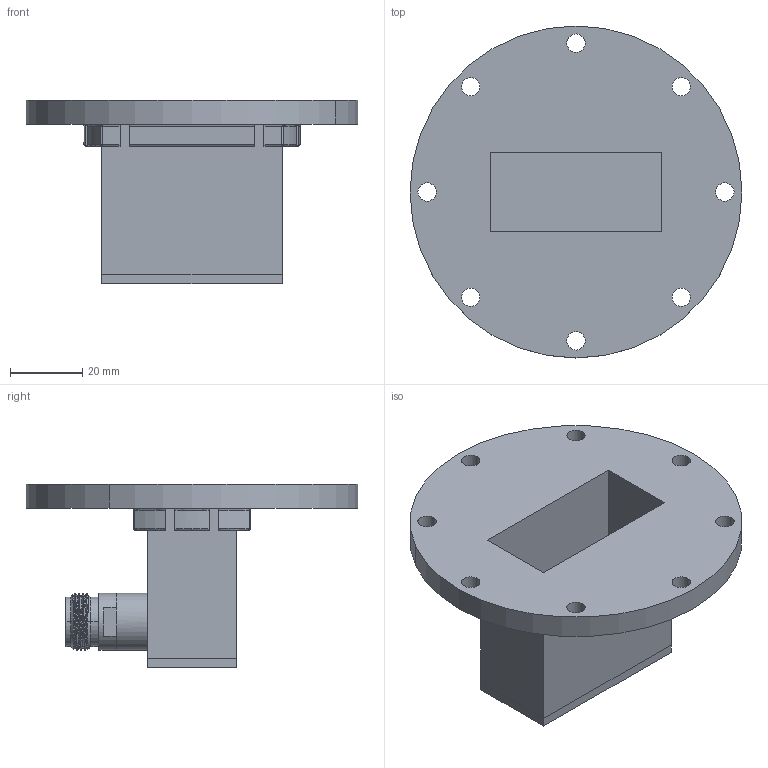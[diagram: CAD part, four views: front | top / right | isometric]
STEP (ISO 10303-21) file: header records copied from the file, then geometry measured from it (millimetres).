
FILE_DESCRIPTION (( 'STEP AP214' ), '1' );
FILE_NAME ('FMWCA1056_3D.step', '2023-09-19T17:04:01', ( '' ), ( '' ), 'SwSTEP 2.0', 'SolidWorks 2022', '' );
FILE_SCHEMA (( 'AUTOMOTIVE_DESIGN' ));
Length unit declared in the file: inch
Products named in the file (1): FMWCA1056_3D
Bounding box: 92.05 x 92.05 x 50.8 mm (x, y, z)
Volume: 56136.2 mm3; surface area: 33275.8 mm2
Topology: 2 solids, 2 shells, 188 faces, 487 edges, 308 vertices
Faces by surface type: cylinder 75, plane 73, torus 16, cone 13, bspline 7, sphere 4
Entity records: 7574 total; most frequent: CARTESIAN_POINT 3028, ORIENTED_EDGE 966, DIRECTION 909, EDGE_CURVE 483, AXIS2_PLACEMENT_3D 340, VERTEX_POINT 308, VECTOR 229, LINE 229
